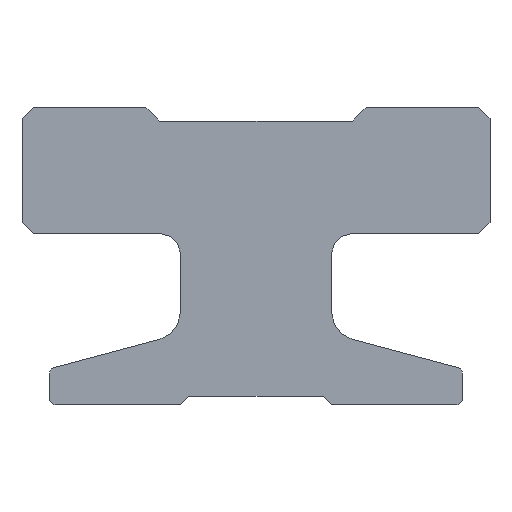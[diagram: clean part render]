
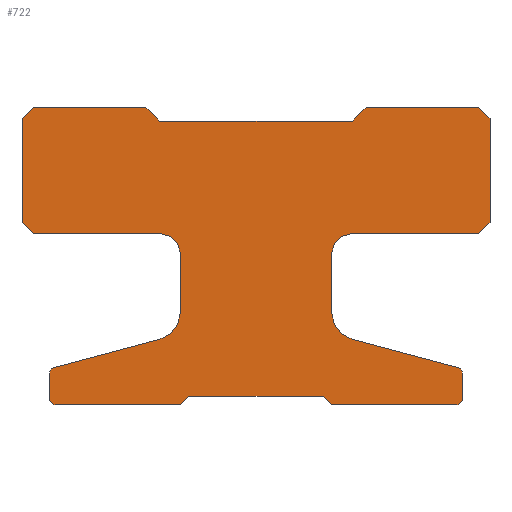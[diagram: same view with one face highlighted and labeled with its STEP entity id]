
A CAD part, front view. The second image highlights one B-rep face of the part: STEP entity #722.
In plain terms, the highlighted planar face has unit normal (0, -1, 0).
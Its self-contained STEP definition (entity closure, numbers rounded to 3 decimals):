
#722=ADVANCED_FACE('',(#1540),#1541,.T.);
#1540=FACE_OUTER_BOUND('',#2341,.T.);
#1541=PLANE('',#2342);
#2341=EDGE_LOOP('',(#4311,#4312,#4313,#4314,#4315,#4316,#4317,#4318,#4319,#4320,#4321,#4322,#4323,#4324,#4325,#4326,#4327,#4328,#4329,#4330,#4331,#4332,#4333,#4334,#4335,#4336,#4337,#4338,#4339,#4340,#4341,#4342));
#2342=AXIS2_PLACEMENT_3D('',#4343,#4344,#4345);
#4311=ORIENTED_EDGE('',*,*,#5121,.T.);
#4312=ORIENTED_EDGE('',*,*,#4997,.T.);
#4313=ORIENTED_EDGE('',*,*,#5002,.F.);
#4314=ORIENTED_EDGE('',*,*,#5006,.T.);
#4315=ORIENTED_EDGE('',*,*,#5010,.F.);
#4316=ORIENTED_EDGE('',*,*,#5014,.T.);
#4317=ORIENTED_EDGE('',*,*,#5018,.T.);
#4318=ORIENTED_EDGE('',*,*,#5022,.T.);
#4319=ORIENTED_EDGE('',*,*,#5026,.T.);
#4320=ORIENTED_EDGE('',*,*,#5030,.T.);
#4321=ORIENTED_EDGE('',*,*,#5034,.T.);
#4322=ORIENTED_EDGE('',*,*,#5038,.T.);
#4323=ORIENTED_EDGE('',*,*,#5042,.T.);
#4324=ORIENTED_EDGE('',*,*,#5046,.T.);
#4325=ORIENTED_EDGE('',*,*,#5050,.T.);
#4326=ORIENTED_EDGE('',*,*,#5054,.T.);
#4327=ORIENTED_EDGE('',*,*,#5058,.T.);
#4328=ORIENTED_EDGE('',*,*,#5062,.T.);
#4329=ORIENTED_EDGE('',*,*,#5066,.F.);
#4330=ORIENTED_EDGE('',*,*,#5070,.T.);
#4331=ORIENTED_EDGE('',*,*,#5074,.F.);
#4332=ORIENTED_EDGE('',*,*,#5078,.T.);
#4333=ORIENTED_EDGE('',*,*,#5082,.T.);
#4334=ORIENTED_EDGE('',*,*,#5086,.T.);
#4335=ORIENTED_EDGE('',*,*,#5090,.T.);
#4336=ORIENTED_EDGE('',*,*,#5094,.T.);
#4337=ORIENTED_EDGE('',*,*,#5098,.T.);
#4338=ORIENTED_EDGE('',*,*,#5102,.T.);
#4339=ORIENTED_EDGE('',*,*,#5106,.T.);
#4340=ORIENTED_EDGE('',*,*,#5110,.T.);
#4341=ORIENTED_EDGE('',*,*,#5114,.T.);
#4342=ORIENTED_EDGE('',*,*,#5118,.T.);
#4343=CARTESIAN_POINT('',(0.,-750.0,5.296));
#4344=DIRECTION('',(0.0,-1.0,0.0));
#4345=DIRECTION('',(1.0,0.0,0.0));
#4997=EDGE_CURVE('',#6081,#6079,#6082,.T.);
#5002=EDGE_CURVE('',#6087,#6079,#6089,.T.);
#5006=EDGE_CURVE('',#6087,#6093,#6095,.T.);
#5010=EDGE_CURVE('',#6099,#6093,#6101,.T.);
#5014=EDGE_CURVE('',#6099,#6105,#6107,.T.);
#5018=EDGE_CURVE('',#6105,#6111,#6113,.T.);
#5022=EDGE_CURVE('',#6111,#6117,#6119,.T.);
#5026=EDGE_CURVE('',#6117,#6123,#6125,.T.);
#5030=EDGE_CURVE('',#6123,#6129,#6131,.T.);
#5034=EDGE_CURVE('',#6129,#6135,#6137,.T.);
#5038=EDGE_CURVE('',#6135,#6141,#6143,.T.);
#5042=EDGE_CURVE('',#6141,#6147,#6149,.T.);
#5046=EDGE_CURVE('',#6147,#6153,#6155,.T.);
#5050=EDGE_CURVE('',#6153,#6159,#6161,.T.);
#5054=EDGE_CURVE('',#6159,#6165,#6167,.T.);
#5058=EDGE_CURVE('',#6165,#6171,#6173,.T.);
#5062=EDGE_CURVE('',#6171,#6177,#6179,.T.);
#5066=EDGE_CURVE('',#6183,#6177,#6185,.T.);
#5070=EDGE_CURVE('',#6183,#6189,#6191,.T.);
#5074=EDGE_CURVE('',#6195,#6189,#6197,.T.);
#5078=EDGE_CURVE('',#6195,#6201,#6203,.T.);
#5082=EDGE_CURVE('',#6201,#6207,#6209,.T.);
#5086=EDGE_CURVE('',#6207,#6213,#6215,.T.);
#5090=EDGE_CURVE('',#6213,#6219,#6221,.T.);
#5094=EDGE_CURVE('',#6219,#6225,#6227,.T.);
#5098=EDGE_CURVE('',#6225,#6231,#6233,.T.);
#5102=EDGE_CURVE('',#6231,#6237,#6239,.T.);
#5106=EDGE_CURVE('',#6237,#6243,#6245,.T.);
#5110=EDGE_CURVE('',#6243,#6249,#6251,.T.);
#5114=EDGE_CURVE('',#6249,#6255,#6257,.T.);
#5118=EDGE_CURVE('',#6255,#6261,#6263,.T.);
#5121=EDGE_CURVE('',#6261,#6081,#6266,.T.);
#6079=VERTEX_POINT('',#7377);
#6081=VERTEX_POINT('',#7380);
#6082=LINE('',#7381,#7382);
#6087=VERTEX_POINT('',#7388);
#6089=CIRCLE('',#7391,0.7);
#6093=VERTEX_POINT('',#7396);
#6095=LINE('',#7399,#7400);
#6099=VERTEX_POINT('',#7404);
#6101=CIRCLE('',#7407,1.);
#6105=VERTEX_POINT('',#7412);
#6107=LINE('',#7415,#7416);
#6111=VERTEX_POINT('',#7420);
#6113=CIRCLE('',#7423,0.2);
#6117=VERTEX_POINT('',#7428);
#6119=LINE('',#7431,#7432);
#6123=VERTEX_POINT('',#7436);
#6125=CIRCLE('',#7439,0.2);
#6129=VERTEX_POINT('',#7444);
#6131=LINE('',#7447,#7448);
#6135=VERTEX_POINT('',#7453);
#6137=LINE('',#7456,#7457);
#6141=VERTEX_POINT('',#7462);
#6143=LINE('',#7465,#7466);
#6147=VERTEX_POINT('',#7471);
#6149=LINE('',#7474,#7475);
#6153=VERTEX_POINT('',#7480);
#6155=LINE('',#7483,#7484);
#6159=VERTEX_POINT('',#7488);
#6161=CIRCLE('',#7491,0.2);
#6165=VERTEX_POINT('',#7496);
#6167=LINE('',#7499,#7500);
#6171=VERTEX_POINT('',#7504);
#6173=CIRCLE('',#7507,0.2);
#6177=VERTEX_POINT('',#7512);
#6179=LINE('',#7515,#7516);
#6183=VERTEX_POINT('',#7520);
#6185=CIRCLE('',#7523,1.);
#6189=VERTEX_POINT('',#7528);
#6191=LINE('',#7531,#7532);
#6195=VERTEX_POINT('',#7536);
#6197=CIRCLE('',#7539,0.7);
#6201=VERTEX_POINT('',#7544);
#6203=LINE('',#7547,#7548);
#6207=VERTEX_POINT('',#7553);
#6209=LINE('',#7556,#7557);
#6213=VERTEX_POINT('',#7562);
#6215=LINE('',#7565,#7566);
#6219=VERTEX_POINT('',#7571);
#6221=LINE('',#7574,#7575);
#6225=VERTEX_POINT('',#7580);
#6227=LINE('',#7583,#7584);
#6231=VERTEX_POINT('',#7589);
#6233=LINE('',#7592,#7593);
#6237=VERTEX_POINT('',#7598);
#6239=LINE('',#7601,#7602);
#6243=VERTEX_POINT('',#7607);
#6245=LINE('',#7610,#7611);
#6249=VERTEX_POINT('',#7616);
#6251=LINE('',#7619,#7620);
#6255=VERTEX_POINT('',#7625);
#6257=LINE('',#7628,#7629);
#6261=VERTEX_POINT('',#7634);
#6263=LINE('',#7637,#7638);
#6266=LINE('',#7642,#7643);
#7377=CARTESIAN_POINT('',(-3.45,-750.0,6.2));
#7380=CARTESIAN_POINT('',(-8.1,-750.0,6.2));
#7381=CARTESIAN_POINT('',(-8.1,-750.0,6.2));
#7382=VECTOR('',#8713,1.0);
#7388=CARTESIAN_POINT('',(-2.75,-750.0,5.5));
#7391=AXIS2_PLACEMENT_3D('',#8719,#8720,#8721);
#7396=CARTESIAN_POINT('',(-2.75,-750.0,3.34));
#7399=CARTESIAN_POINT('',(-2.75,-750.0,5.5));
#7400=VECTOR('',#8724,1.0);
#7404=CARTESIAN_POINT('',(-3.491,-750.0,2.374));
#7407=AXIS2_PLACEMENT_3D('',#8729,#8730,#8731);
#7412=CARTESIAN_POINT('',(-7.352,-750.0,1.34));
#7415=CARTESIAN_POINT('',(-3.491,-750.0,2.374));
#7416=VECTOR('',#8734,1.0);
#7420=CARTESIAN_POINT('',(-7.5,-750.0,1.147));
#7423=AXIS2_PLACEMENT_3D('',#8739,#8740,#8741);
#7428=CARTESIAN_POINT('',(-7.5,-750.0,0.2));
#7431=CARTESIAN_POINT('',(-7.5,-750.0,1.147));
#7432=VECTOR('',#8744,1.0);
#7436=CARTESIAN_POINT('',(-7.3,-750.0,0.));
#7439=AXIS2_PLACEMENT_3D('',#8749,#8750,#8751);
#7444=CARTESIAN_POINT('',(-2.75,-750.0,0.0));
#7447=CARTESIAN_POINT('',(-7.3,-750.0,0.0));
#7448=VECTOR('',#8754,1.0);
#7453=CARTESIAN_POINT('',(-2.45,-750.0,0.3));
#7456=CARTESIAN_POINT('',(-2.75,-750.0,0.0));
#7457=VECTOR('',#8757,1.0);
#7462=CARTESIAN_POINT('',(2.45,-750.0,0.3));
#7465=CARTESIAN_POINT('',(-2.45,-750.0,0.3));
#7466=VECTOR('',#8760,1.0);
#7471=CARTESIAN_POINT('',(2.75,-750.0,0.0));
#7474=CARTESIAN_POINT('',(2.45,-750.0,0.3));
#7475=VECTOR('',#8763,1.0);
#7480=CARTESIAN_POINT('',(7.3,-750.0,0.0));
#7483=CARTESIAN_POINT('',(2.75,-750.0,0.0));
#7484=VECTOR('',#8766,1.0);
#7488=CARTESIAN_POINT('',(7.5,-750.0,0.2));
#7491=AXIS2_PLACEMENT_3D('',#8771,#8772,#8773);
#7496=CARTESIAN_POINT('',(7.5,-750.0,1.147));
#7499=CARTESIAN_POINT('',(7.5,-750.0,0.2));
#7500=VECTOR('',#8776,1.0);
#7504=CARTESIAN_POINT('',(7.352,-750.0,1.34));
#7507=AXIS2_PLACEMENT_3D('',#8781,#8782,#8783);
#7512=CARTESIAN_POINT('',(3.491,-750.0,2.374));
#7515=CARTESIAN_POINT('',(7.352,-750.0,1.34));
#7516=VECTOR('',#8786,1.0);
#7520=CARTESIAN_POINT('',(2.75,-750.0,3.34));
#7523=AXIS2_PLACEMENT_3D('',#8791,#8792,#8793);
#7528=CARTESIAN_POINT('',(2.75,-750.0,5.5));
#7531=CARTESIAN_POINT('',(2.75,-750.0,3.34));
#7532=VECTOR('',#8796,1.0);
#7536=CARTESIAN_POINT('',(3.45,-750.0,6.2));
#7539=AXIS2_PLACEMENT_3D('',#8801,#8802,#8803);
#7544=CARTESIAN_POINT('',(8.1,-750.0,6.2));
#7547=CARTESIAN_POINT('',(3.45,-750.0,6.2));
#7548=VECTOR('',#8806,1.0);
#7553=CARTESIAN_POINT('',(8.5,-750.0,6.6));
#7556=CARTESIAN_POINT('',(8.1,-750.0,6.2));
#7557=VECTOR('',#8809,1.0);
#7562=CARTESIAN_POINT('',(8.5,-750.0,10.4));
#7565=CARTESIAN_POINT('',(8.5,-750.0,6.6));
#7566=VECTOR('',#8812,1.0);
#7571=CARTESIAN_POINT('',(8.1,-750.0,10.8));
#7574=CARTESIAN_POINT('',(8.5,-750.0,10.4));
#7575=VECTOR('',#8815,1.0);
#7580=CARTESIAN_POINT('',(4.,-750.0,10.8));
#7583=CARTESIAN_POINT('',(8.1,-750.0,10.8));
#7584=VECTOR('',#8818,1.0);
#7589=CARTESIAN_POINT('',(3.5,-750.0,10.3));
#7592=CARTESIAN_POINT('',(4.,-750.0,10.8));
#7593=VECTOR('',#8821,1.0);
#7598=CARTESIAN_POINT('',(-3.5,-750.0,10.3));
#7601=CARTESIAN_POINT('',(3.5,-750.0,10.3));
#7602=VECTOR('',#8824,1.0);
#7607=CARTESIAN_POINT('',(-4.,-750.0,10.8));
#7610=CARTESIAN_POINT('',(-3.5,-750.0,10.3));
#7611=VECTOR('',#8827,1.0);
#7616=CARTESIAN_POINT('',(-8.1,-750.0,10.8));
#7619=CARTESIAN_POINT('',(-4.,-750.0,10.8));
#7620=VECTOR('',#8830,1.0);
#7625=CARTESIAN_POINT('',(-8.5,-750.0,10.4));
#7628=CARTESIAN_POINT('',(-8.1,-750.0,10.8));
#7629=VECTOR('',#8833,1.0);
#7634=CARTESIAN_POINT('',(-8.5,-750.0,6.6));
#7637=CARTESIAN_POINT('',(-8.5,-750.0,10.4));
#7638=VECTOR('',#8836,1.0);
#7642=CARTESIAN_POINT('',(-8.5,-750.0,6.6));
#7643=VECTOR('',#8838,1.0);
#8713=DIRECTION('',(1.0,0.0,0.0));
#8719=CARTESIAN_POINT('',(-3.45,-750.0,5.5));
#8720=DIRECTION('',(0.0,-1.0,0.0));
#8721=DIRECTION('',(1.0,0.0,0.0));
#8724=DIRECTION('',(0.0,0.0,-1.0));
#8729=CARTESIAN_POINT('',(-3.75,-750.0,3.34));
#8730=DIRECTION('',(0.0,-1.0,0.0));
#8731=DIRECTION('',(0.259,0.0,-0.966));
#8734=DIRECTION('',(-0.966,-0.0,-0.259));
#8739=CARTESIAN_POINT('',(-7.3,-750.0,1.147));
#8740=DIRECTION('',(0.0,-1.0,0.0));
#8741=DIRECTION('',(-0.259,0.0,0.966));
#8744=DIRECTION('',(0.0,0.0,-1.0));
#8749=CARTESIAN_POINT('',(-7.3,-750.0,0.2));
#8750=DIRECTION('',(0.0,-1.0,0.0));
#8751=DIRECTION('',(-1.0,0.0,0.));
#8754=DIRECTION('',(1.0,0.0,0.0));
#8757=DIRECTION('',(0.707,0.0,0.707));
#8760=DIRECTION('',(1.0,0.0,0.0));
#8763=DIRECTION('',(0.707,0.0,-0.707));
#8766=DIRECTION('',(1.0,0.0,0.0));
#8771=CARTESIAN_POINT('',(7.3,-750.0,0.2));
#8772=DIRECTION('',(0.0,-1.0,0.0));
#8773=DIRECTION('',(0.0,0.0,-1.0));
#8776=DIRECTION('',(0.0,0.0,1.0));
#8781=CARTESIAN_POINT('',(7.3,-750.0,1.147));
#8782=DIRECTION('',(0.0,-1.0,0.0));
#8783=DIRECTION('',(1.0,0.0,0.));
#8786=DIRECTION('',(-0.966,0.0,0.259));
#8791=CARTESIAN_POINT('',(3.75,-750.0,3.34));
#8792=DIRECTION('',(0.0,-1.0,0.0));
#8793=DIRECTION('',(-1.0,0.0,0.));
#8796=DIRECTION('',(0.0,0.0,1.0));
#8801=CARTESIAN_POINT('',(3.45,-750.0,5.5));
#8802=DIRECTION('',(0.0,-1.0,0.0));
#8803=DIRECTION('',(0.,0.0,1.0));
#8806=DIRECTION('',(1.0,0.0,0.0));
#8809=DIRECTION('',(0.707,0.0,0.707));
#8812=DIRECTION('',(0.0,0.0,1.0));
#8815=DIRECTION('',(-0.707,0.0,0.707));
#8818=DIRECTION('',(-1.0,0.0,0.0));
#8821=DIRECTION('',(-0.707,-0.0,-0.707));
#8824=DIRECTION('',(-1.0,0.0,0.0));
#8827=DIRECTION('',(-0.707,0.0,0.707));
#8830=DIRECTION('',(-1.0,0.0,0.0));
#8833=DIRECTION('',(-0.707,-0.0,-0.707));
#8836=DIRECTION('',(0.0,0.0,-1.0));
#8838=DIRECTION('',(0.707,0.0,-0.707));
